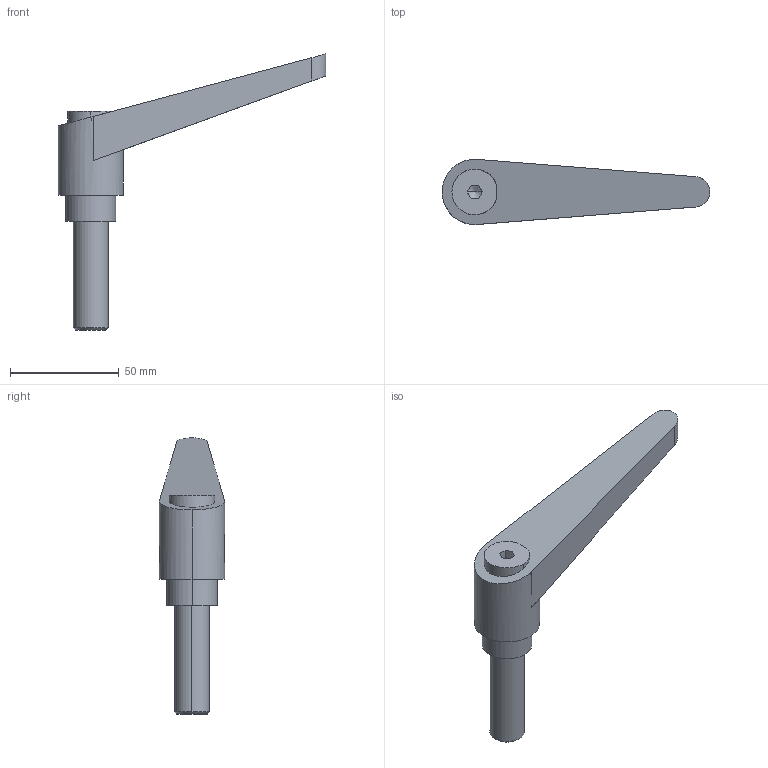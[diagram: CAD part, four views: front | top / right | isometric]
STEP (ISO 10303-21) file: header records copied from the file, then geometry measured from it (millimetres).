
FILE_DESCRIPTION(('STEP AP214'),'1');
FILE_NAME(' ',' ',('TraceParts'),('TraceParts S.A.'),'XStep 1.0',' ',' ');
FILE_SCHEMA(('automotive_design'));
Length unit declared in the file: millimetre
Products named in the file (1): 1
Bounding box: 122.99 x 30 x 126.9 mm (x, y, z)
Volume: 47121.8 mm3; surface area: 18164.7 mm2
Topology: 1 solids, 1 shells, 41 faces, 93 edges, 59 vertices
Faces by surface type: plane 23, cylinder 12, cone 6
Entity records: 2237 total; most frequent: DIRECTION 205, CARTESIAN_POINT 204, STYLED_ITEM 192, PRESENTATION_STYLE_ASSIGNMENT 192, COLOUR_RGB 192, ORIENTED_EDGE 182, EDGE_CURVE 91, CURVE_STYLE 91
